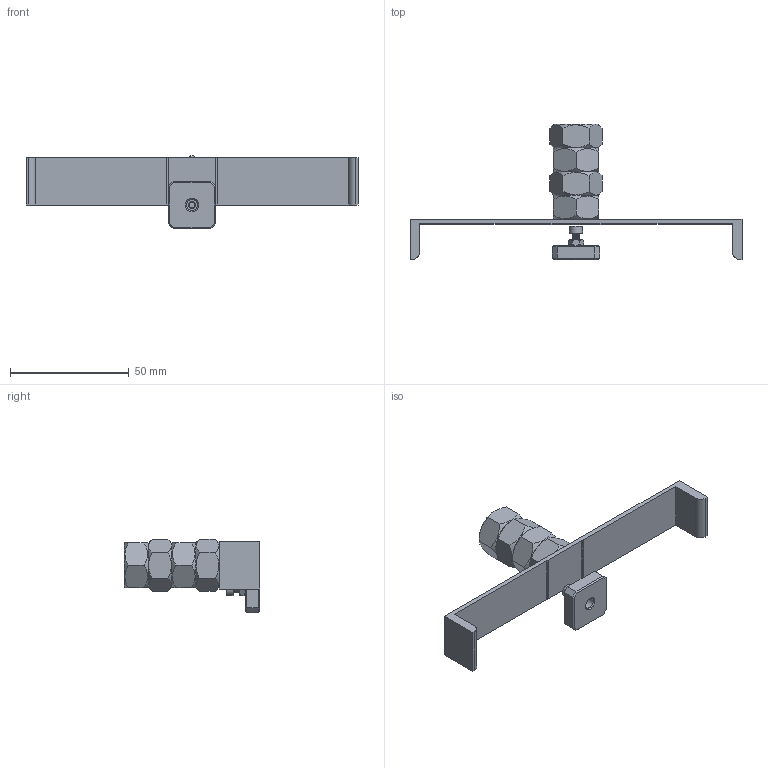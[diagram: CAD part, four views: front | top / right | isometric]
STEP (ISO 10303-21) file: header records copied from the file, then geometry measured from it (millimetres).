
FILE_DESCRIPTION (( 'STEP AP214' ), '1' );
FILE_NAME ('HDT TEST DIY.STEP', '2025-06-07T19:56:19', ( '' ), ( '' ), 'SwSTEP 2.0', 'SolidWorks 2023', '' );
FILE_SCHEMA (( 'AUTOMOTIVE_DESIGN' ));
Length unit declared in the file: millimetre
Products named in the file (3): DIY Height Gauge; HDT TEST DIY; HDT Sample DIY
Assembly tree (2 placements, depth 2):
  HDT TEST DIY
    HDT Sample DIY
    DIY Height Gauge
Bounding box: 140 x 57 x 30.97 mm (x, y, z)
Volume: 18134.7 mm3; surface area: 14691.6 mm2
Topology: 8 solids, 8 shells, 122 faces, 284 edges, 180 vertices
Faces by surface type: plane 94, cone 15, cylinder 10, bspline 3
Full cylindrical faces by diameter (mm): 2.6 x1, 4.65 x1, 5.5 x1, 12 x4
Entity records: 6055 total; most frequent: CARTESIAN_POINT 3339, ORIENTED_EDGE 522, DIRECTION 472, EDGE_CURVE 261, VERTEX_POINT 178, AXIS2_PLACEMENT_3D 159, EDGE_LOOP 157, VECTOR 154
